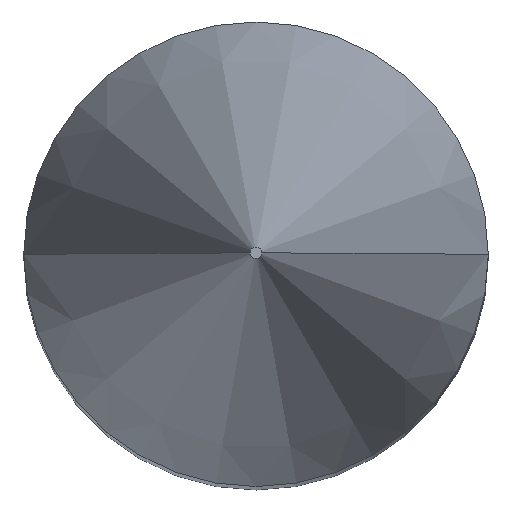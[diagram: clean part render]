
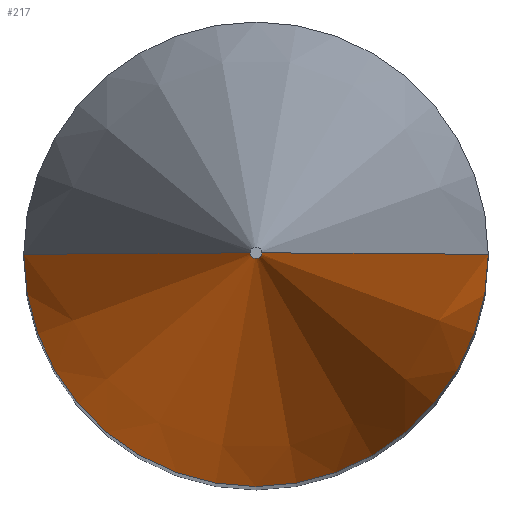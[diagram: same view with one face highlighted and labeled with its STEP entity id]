
A CAD part, top view. The second image highlights one B-rep face of the part: STEP entity #217.
In plain terms, the highlighted conical face has half-angle 15 degrees and reference radius 0.1 mm.
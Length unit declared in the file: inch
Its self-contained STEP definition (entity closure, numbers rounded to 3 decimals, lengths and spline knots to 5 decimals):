
#3 = VERTEX_POINT ( 'NONE', #100 ) ;
#7 = ORIENTED_EDGE ( 'NONE', *, *, #144, .F. ) ;
#9 = DIRECTION ( 'NONE',  ( 0., 0., -1. ) ) ;
#13 = DIRECTION ( 'NONE',  ( 0.259, 0., -0.966 ) ) ;
#15 = EDGE_CURVE ( 'NONE', #3, #243, #236, .T. ) ;
#20 = LINE ( 'NONE', #193, #22 ) ;
#22 = VECTOR ( 'NONE', #238, 39.37008 ) ;
#33 = DIRECTION ( 'NONE',  ( -1., 0., 0. ) ) ;
#46 = ORIENTED_EDGE ( 'NONE', *, *, #15, .T. ) ;
#47 = VERTEX_POINT ( 'NONE', #62 ) ;
#49 = AXIS2_PLACEMENT_3D ( 'NONE', #119, #9, #152 ) ;
#50 = CARTESIAN_POINT ( 'NONE',  ( -0.00394, 0., 2.48032 ) ) ;
#51 = EDGE_CURVE ( 'NONE', #243, #47, #20, .T. ) ;
#52 = CARTESIAN_POINT ( 'NONE',  ( 0., 0., 2.48032 ) ) ;
#58 = ORIENTED_EDGE ( 'NONE', *, *, #180, .F. ) ;
#62 = CARTESIAN_POINT ( 'NONE',  ( -0.15748, 0., 1.90728 ) ) ;
#66 = ORIENTED_EDGE ( 'NONE', *, *, #51, .T. ) ;
#78 = AXIS2_PLACEMENT_3D ( 'NONE', #244, #224, #33 ) ;
#100 = CARTESIAN_POINT ( 'NONE',  ( 0.00394, 0., 2.48032 ) ) ;
#119 = CARTESIAN_POINT ( 'NONE',  ( 0., 0., 2.48032 ) ) ;
#120 = DIRECTION ( 'NONE',  ( 0., 0., -1. ) ) ;
#139 = CARTESIAN_POINT ( 'NONE',  ( 0.00394, 0., 2.48032 ) ) ;
#140 = FACE_OUTER_BOUND ( 'NONE', #155, .T. ) ;
#144 = EDGE_CURVE ( 'NONE', #3, #153, #160, .T. ) ;
#152 = DIRECTION ( 'NONE',  ( -1., 0., 0. ) ) ;
#153 = VERTEX_POINT ( 'NONE', #223 ) ;
#155 = EDGE_LOOP ( 'NONE', ( #46, #66, #58, #7 ) ) ;
#160 = LINE ( 'NONE', #139, #232 ) ;
#180 = EDGE_CURVE ( 'NONE', #153, #47, #226, .T. ) ;
#182 = AXIS2_PLACEMENT_3D ( 'NONE', #52, #120, #196 ) ;
#193 = CARTESIAN_POINT ( 'NONE',  ( -0.00394, 0., 2.48032 ) ) ;
#196 = DIRECTION ( 'NONE',  ( 1., 0., 0. ) ) ;
#197 = CONICAL_SURFACE ( 'NONE', #182, 0.00394, 0.262 ) ;
#217 = ADVANCED_FACE ( 'NONE', ( #140 ), #197, .T. ) ;
#223 = CARTESIAN_POINT ( 'NONE',  ( 0.15748, 0., 1.90728 ) ) ;
#224 = DIRECTION ( 'NONE',  ( 0., 0., -1. ) ) ;
#226 = CIRCLE ( 'NONE', #78, 0.15748 ) ;
#232 = VECTOR ( 'NONE', #13, 39.37008 ) ;
#236 = CIRCLE ( 'NONE', #49, 0.00394 ) ;
#238 = DIRECTION ( 'NONE',  ( -0.259, 0., -0.966 ) ) ;
#243 = VERTEX_POINT ( 'NONE', #50 ) ;
#244 = CARTESIAN_POINT ( 'NONE',  ( 0., 0., 1.90728 ) ) ;
